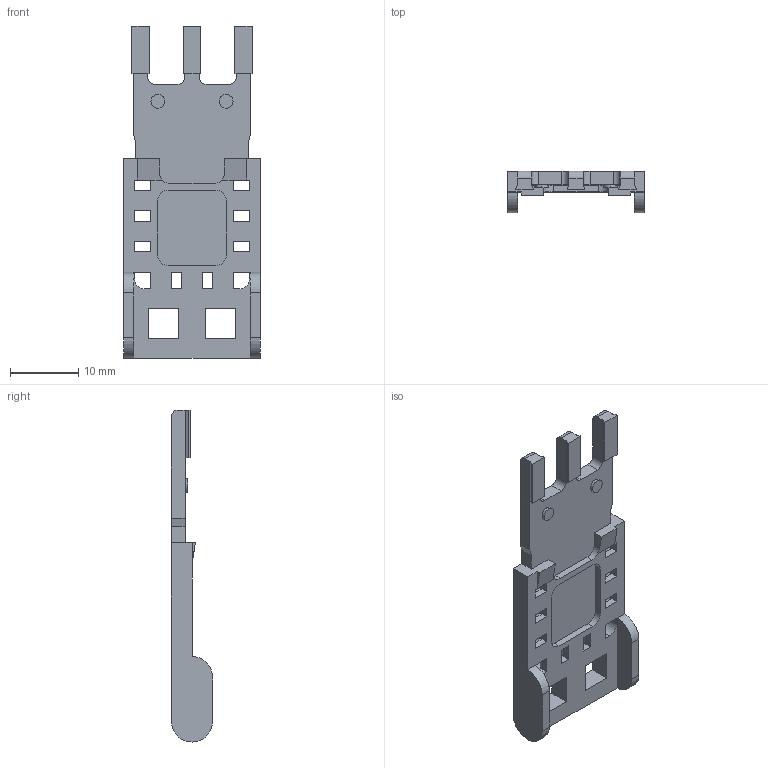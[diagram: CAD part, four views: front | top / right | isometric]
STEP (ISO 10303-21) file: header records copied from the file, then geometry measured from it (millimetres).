
FILE_DESCRIPTION(('CATIA V5 STEP Exchange','CAx-IF Rec.Pracs.--- Model Styling and Organization---1.2---2011-12-15'),'2;1');
FILE_NAME ('D1454329_0_1652140000_1652140000.stp','2018-09-22T18:08:29+00:00',('none'),('Weidmueller'),'CATIA Version 5-6 Release 2014','CATIA V5 STEP AP214','none');
FILE_SCHEMA(('AUTOMOTIVE_DESIGN { 1 0 10303 214 1 1 1 1 }'));
Length unit declared in the file: millimetre
Products named in the file (1): 1652140000
Bounding box: 20 x 6 x 48.5 mm (x, y, z)
Volume: 1830.2 mm3; surface area: 2486.1 mm2
Topology: 1 solids, 1 shells, 149 faces, 471 edges, 314 vertices
Faces by surface type: plane 107, cylinder 42
Entity records: 5050 total; most frequent: ORIENTED_EDGE 942, CARTESIAN_POINT 917, DIRECTION 715, EDGE_CURVE 471, VECTOR 381, LINE 381, VERTEX_POINT 314, AXIS2_PLACEMENT_3D 212
